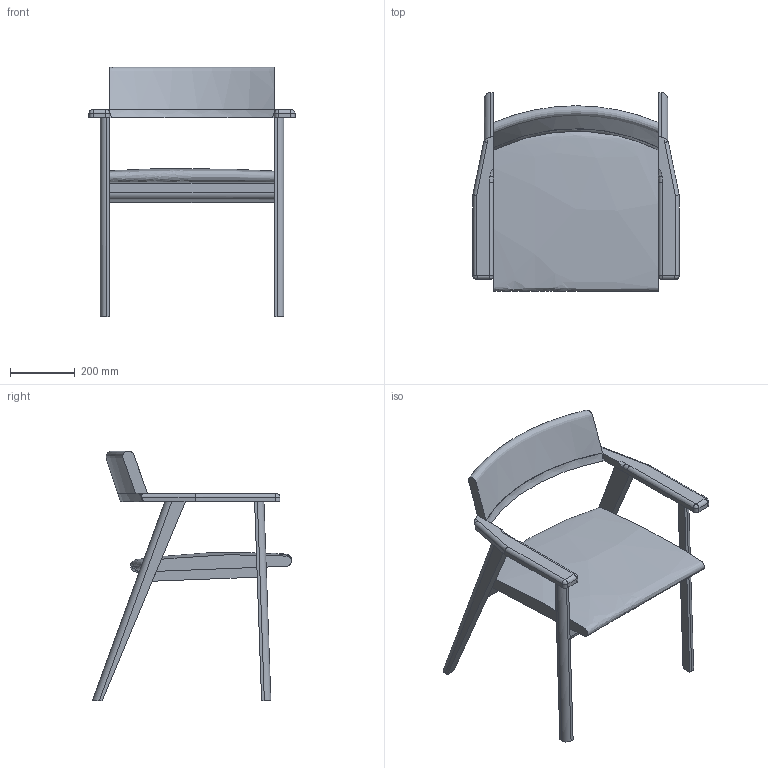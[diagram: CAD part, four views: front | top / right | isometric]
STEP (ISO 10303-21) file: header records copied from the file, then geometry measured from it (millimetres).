
FILE_DESCRIPTION(/* description */ (''),/* implementation_level */ '2;1');
FILE_NAME(/* name */ 'Wedge_CB-55_3D',/* time_stamp */ '2023-10-06T12:26:19+02:00',/* author */ (''),/* organization */ (''),/* preprocessor_version */ 'ST-DEVELOPER v16.5',/* originating_system */ 'Rhino 7.31',/* authorisation */ '');
FILE_SCHEMA (('AUTOMOTIVE_DESIGN'));
Length unit declared in the file: centimetre
Products named in the file (2): Document; Wedge_CB-55
Assembly tree (1 placements, depth 2):
  Document
    Wedge_CB-55
Bounding box: 634.2 x 612.9 x 767.76 mm (x, y, z)
Volume: 16543935.3 mm3; surface area: 1501199.4 mm2
Topology: 10 solids, 11 shells, 99 faces, 221 edges, 142 vertices
Faces by surface type: plane 63, cylinder 21, bspline 15
Entity records: 4634 total; most frequent: CARTESIAN_POINT 2922, ORIENTED_EDGE 438, EDGE_CURVE 221, B_SPLINE_CURVE_WITH_KNOTS 186, VERTEX_POINT 142, ADVANCED_FACE 99, FACE_OUTER_BOUND 99, EDGE_LOOP 99
